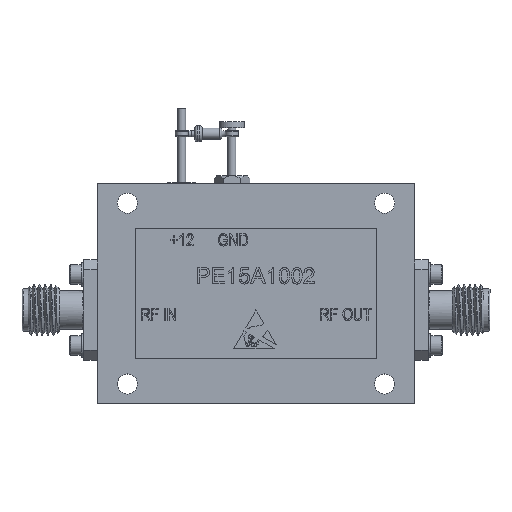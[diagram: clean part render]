
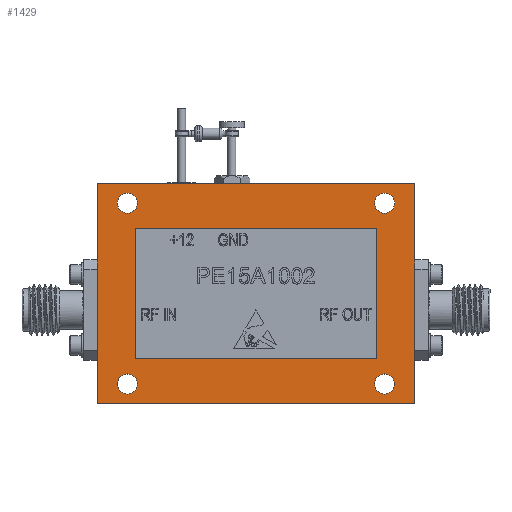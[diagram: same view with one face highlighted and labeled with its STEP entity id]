
A CAD part, top view. The second image highlights one B-rep face of the part: STEP entity #1429.
In plain terms, the highlighted planar face has unit normal (0, 0, 1).
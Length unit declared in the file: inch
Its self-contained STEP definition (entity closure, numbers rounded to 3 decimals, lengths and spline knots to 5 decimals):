
#1173 = FACE_BOUND ( 'NONE', #14409, .T. ) ;
#1421 = EDGE_LOOP ( 'NONE', ( #29896 ) ) ;
#1429 = ADVANCED_FACE ( 'NONE', ( #6197, #28954, #21956, #1173, #24836, #15451 ), #1767, .F. ) ;
#1767 = PLANE ( 'NONE',  #7142 ) ;
#2051 = DIRECTION ( 'NONE',  ( -1., 0., 0. ) ) ;
#2522 = CIRCLE ( 'NONE', #23872, 0.05 ) ;
#2679 = DIRECTION ( 'NONE',  ( 0., 0., 1. ) ) ;
#2808 = CARTESIAN_POINT ( 'NONE',  ( -0.79, 0.5465, 0.19 ) ) ;
#3059 = EDGE_CURVE ( 'NONE', #19996, #15490, #4349, .T. ) ;
#3177 = CARTESIAN_POINT ( 'NONE',  ( 0.6, 0.325, 0.19 ) ) ;
#3614 = DIRECTION ( 'NONE',  ( 0., -1., 0. ) ) ;
#3796 = DIRECTION ( 'NONE',  ( 0., 0., 1. ) ) ;
#3919 = LINE ( 'NONE', #15017, #19439 ) ;
#4063 = DIRECTION ( 'NONE',  ( 0., 0., -1. ) ) ;
#4220 = LINE ( 'NONE', #25602, #4467 ) ;
#4343 = CARTESIAN_POINT ( 'NONE',  ( 0.64, 0.45, 0.19 ) ) ;
#4349 = LINE ( 'NONE', #13607, #11063 ) ;
#4467 = VECTOR ( 'NONE', #29841, 39.37008 ) ;
#4816 = EDGE_CURVE ( 'NONE', #11903, #21992, #13339, .T. ) ;
#5129 = ORIENTED_EDGE ( 'NONE', *, *, #3059, .T. ) ;
#5312 = VECTOR ( 'NONE', #26933, 39.37008 ) ;
#5439 = ORIENTED_EDGE ( 'NONE', *, *, #28100, .F. ) ;
#6050 = CARTESIAN_POINT ( 'NONE',  ( 0.69, 0.45, 0.19 ) ) ;
#6197 = FACE_OUTER_BOUND ( 'NONE', #27325, .T. ) ;
#6275 = CARTESIAN_POINT ( 'NONE',  ( 0.79, -0.5465, 0.19 ) ) ;
#6550 = CARTESIAN_POINT ( 'NONE',  ( -0.79, -0.5465, 0.19 ) ) ;
#6699 = CARTESIAN_POINT ( 'NONE',  ( 0.69, -0.45, 0.19 ) ) ;
#7020 = EDGE_CURVE ( 'NONE', #16119, #19996, #17781, .T. ) ;
#7142 = AXIS2_PLACEMENT_3D ( 'NONE', #8617, #4063, #3614 ) ;
#7165 = VECTOR ( 'NONE', #11689, 39.37008 ) ;
#7312 = VERTEX_POINT ( 'NONE', #7600 ) ;
#7373 = CARTESIAN_POINT ( 'NONE',  ( 0.79, 0.5465, 0.19 ) ) ;
#7406 = CARTESIAN_POINT ( 'NONE',  ( -0.64, -0.45, 0.19 ) ) ;
#7600 = CARTESIAN_POINT ( 'NONE',  ( -0.59, 0.45, 0.19 ) ) ;
#8260 = EDGE_CURVE ( 'NONE', #13826, #13826, #12565, .T. ) ;
#8499 = DIRECTION ( 'NONE',  ( 1., 0., 0. ) ) ;
#8617 = CARTESIAN_POINT ( 'NONE',  ( 0., 0., 0.19 ) ) ;
#9955 = EDGE_CURVE ( 'NONE', #7312, #7312, #20512, .T. ) ;
#10605 = VECTOR ( 'NONE', #24469, 39.37008 ) ;
#11063 = VECTOR ( 'NONE', #2051, 39.37008 ) ;
#11338 = CARTESIAN_POINT ( 'NONE',  ( -0.6, -0.325, 0.19 ) ) ;
#11689 = DIRECTION ( 'NONE',  ( 1., 0., 0. ) ) ;
#11903 = VERTEX_POINT ( 'NONE', #11338 ) ;
#12528 = ORIENTED_EDGE ( 'NONE', *, *, #4816, .F. ) ;
#12565 = CIRCLE ( 'NONE', #17381, 0.05 ) ;
#13339 = LINE ( 'NONE', #27286, #7165 ) ;
#13563 = AXIS2_PLACEMENT_3D ( 'NONE', #7406, #2679, #23461 ) ;
#13607 = CARTESIAN_POINT ( 'NONE',  ( -0.79, 0.5465, 0.19 ) ) ;
#13826 = VERTEX_POINT ( 'NONE', #6699 ) ;
#14409 = EDGE_LOOP ( 'NONE', ( #19259 ) ) ;
#15013 = CIRCLE ( 'NONE', #13563, 0.05 ) ;
#15017 = CARTESIAN_POINT ( 'NONE',  ( -0.79, -0.5465, 0.19 ) ) ;
#15451 = FACE_BOUND ( 'NONE', #23498, .T. ) ;
#15490 = VERTEX_POINT ( 'NONE', #2808 ) ;
#16119 = VERTEX_POINT ( 'NONE', #17991 ) ;
#16306 = DIRECTION ( 'NONE',  ( 0., -1., 0. ) ) ;
#16525 = EDGE_CURVE ( 'NONE', #25094, #11903, #26000, .T. ) ;
#16694 = VECTOR ( 'NONE', #19980, 39.37008 ) ;
#16984 = CARTESIAN_POINT ( 'NONE',  ( -0.59, -0.45, 0.19 ) ) ;
#17200 = EDGE_LOOP ( 'NONE', ( #17457 ) ) ;
#17381 = AXIS2_PLACEMENT_3D ( 'NONE', #29398, #20589, #20295 ) ;
#17411 = ORIENTED_EDGE ( 'NONE', *, *, #22771, .F. ) ;
#17457 = ORIENTED_EDGE ( 'NONE', *, *, #17560, .F. ) ;
#17560 = EDGE_CURVE ( 'NONE', #24266, #24266, #15013, .T. ) ;
#17591 = CARTESIAN_POINT ( 'NONE',  ( -0.64, 0.45, 0.19 ) ) ;
#17781 = LINE ( 'NONE', #6275, #10605 ) ;
#17991 = CARTESIAN_POINT ( 'NONE',  ( 0.79, -0.5465, 0.19 ) ) ;
#18348 = VECTOR ( 'NONE', #16306, 39.37008 ) ;
#19043 = EDGE_CURVE ( 'NONE', #15490, #21219, #20079, .T. ) ;
#19259 = ORIENTED_EDGE ( 'NONE', *, *, #23683, .F. ) ;
#19439 = VECTOR ( 'NONE', #24259, 39.37008 ) ;
#19980 = DIRECTION ( 'NONE',  ( -1., 0., 0. ) ) ;
#19996 = VERTEX_POINT ( 'NONE', #7373 ) ;
#20079 = LINE ( 'NONE', #26785, #5312 ) ;
#20284 = CARTESIAN_POINT ( 'NONE',  ( 0.6, -0.325, 0.19 ) ) ;
#20295 = DIRECTION ( 'NONE',  ( 1., 0., 0. ) ) ;
#20512 = CIRCLE ( 'NONE', #24410, 0.05 ) ;
#20589 = DIRECTION ( 'NONE',  ( 0., 0., 1. ) ) ;
#21219 = VERTEX_POINT ( 'NONE', #6550 ) ;
#21553 = ORIENTED_EDGE ( 'NONE', *, *, #16525, .F. ) ;
#21590 = EDGE_CURVE ( 'NONE', #21219, #16119, #3919, .T. ) ;
#21849 = ORIENTED_EDGE ( 'NONE', *, *, #7020, .T. ) ;
#21956 = FACE_BOUND ( 'NONE', #1421, .T. ) ;
#21992 = VERTEX_POINT ( 'NONE', #20284 ) ;
#22771 = EDGE_CURVE ( 'NONE', #21992, #24978, #4220, .T. ) ;
#22822 = DIRECTION ( 'NONE',  ( 1., 0., 0. ) ) ;
#23092 = LINE ( 'NONE', #26982, #16694 ) ;
#23461 = DIRECTION ( 'NONE',  ( 1., 0., 0. ) ) ;
#23493 = ORIENTED_EDGE ( 'NONE', *, *, #9955, .F. ) ;
#23498 = EDGE_LOOP ( 'NONE', ( #17411, #12528, #21553, #5439 ) ) ;
#23683 = EDGE_CURVE ( 'NONE', #23968, #23968, #2522, .T. ) ;
#23872 = AXIS2_PLACEMENT_3D ( 'NONE', #4343, #24966, #22822 ) ;
#23968 = VERTEX_POINT ( 'NONE', #6050 ) ;
#24259 = DIRECTION ( 'NONE',  ( 1., 0., 0. ) ) ;
#24266 = VERTEX_POINT ( 'NONE', #16984 ) ;
#24410 = AXIS2_PLACEMENT_3D ( 'NONE', #17591, #3796, #8499 ) ;
#24469 = DIRECTION ( 'NONE',  ( 0., 1., 0. ) ) ;
#24781 = ORIENTED_EDGE ( 'NONE', *, *, #19043, .T. ) ;
#24836 = FACE_BOUND ( 'NONE', #28860, .T. ) ;
#24966 = DIRECTION ( 'NONE',  ( 0., 0., 1. ) ) ;
#24978 = VERTEX_POINT ( 'NONE', #3177 ) ;
#25094 = VERTEX_POINT ( 'NONE', #29515 ) ;
#25602 = CARTESIAN_POINT ( 'NONE',  ( 0.6, -0.325, 0.19 ) ) ;
#26000 = LINE ( 'NONE', #28270, #18348 ) ;
#26785 = CARTESIAN_POINT ( 'NONE',  ( -0.79, -0.5465, 0.19 ) ) ;
#26933 = DIRECTION ( 'NONE',  ( 0., -1., 0. ) ) ;
#26982 = CARTESIAN_POINT ( 'NONE',  ( -0.6, 0.325, 0.19 ) ) ;
#27286 = CARTESIAN_POINT ( 'NONE',  ( -0.6, -0.325, 0.19 ) ) ;
#27325 = EDGE_LOOP ( 'NONE', ( #21849, #5129, #24781, #29182 ) ) ;
#28100 = EDGE_CURVE ( 'NONE', #24978, #25094, #23092, .T. ) ;
#28270 = CARTESIAN_POINT ( 'NONE',  ( -0.6, -0.325, 0.19 ) ) ;
#28860 = EDGE_LOOP ( 'NONE', ( #23493 ) ) ;
#28954 = FACE_BOUND ( 'NONE', #17200, .T. ) ;
#29182 = ORIENTED_EDGE ( 'NONE', *, *, #21590, .T. ) ;
#29398 = CARTESIAN_POINT ( 'NONE',  ( 0.64, -0.45, 0.19 ) ) ;
#29515 = CARTESIAN_POINT ( 'NONE',  ( -0.6, 0.325, 0.19 ) ) ;
#29841 = DIRECTION ( 'NONE',  ( 0., 1., 0. ) ) ;
#29896 = ORIENTED_EDGE ( 'NONE', *, *, #8260, .F. ) ;
